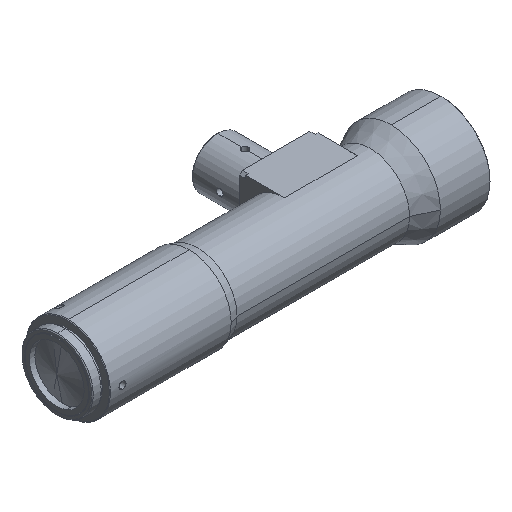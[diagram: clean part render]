
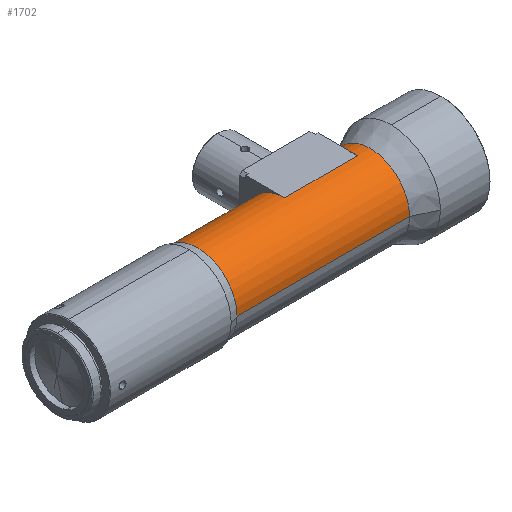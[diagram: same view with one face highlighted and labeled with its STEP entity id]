
A CAD part, isometric view. The second image highlights one B-rep face of the part: STEP entity #1702.
In plain terms, the highlighted cylindrical face has radius 14 mm (diameter 28 mm), a partial arc.
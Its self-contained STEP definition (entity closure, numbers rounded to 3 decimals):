
#81 = EDGE_CURVE ( 'NONE', #2257, #1404, #661, .T. ) ;
#119 = EDGE_CURVE ( 'NONE', #1562, #2257, #587, .T. ) ;
#140 = EDGE_CURVE ( 'NONE', #2287, #2267, #511, .T. ) ;
#456 = CYLINDRICAL_SURFACE ( 'NONE', #2078, 14. ) ;
#461 = FACE_OUTER_BOUND ( 'NONE', #779, .T. ) ;
#493 = VECTOR ( 'NONE', #3407, 1000. ) ;
#511 = CIRCLE ( 'NONE', #1835, 14. ) ;
#587 = LINE ( 'NONE', #3567, #493 ) ;
#661 = CIRCLE ( 'NONE', #1922, 14. ) ;
#779 = EDGE_LOOP ( 'NONE', ( #1449, #1408, #1502, #1511, #1448, #1657, #1588, #1594 ) ) ;
#895 = LINE ( 'NONE', #2405, #899 ) ;
#899 = VECTOR ( 'NONE', #3135, 1000. ) ;
#911 = CIRCLE ( 'NONE', #1990, 14. ) ;
#913 = LINE ( 'NONE', #2502, #915 ) ;
#915 = VECTOR ( 'NONE', #3225, 1000. ) ;
#928 = CIRCLE ( 'NONE', #2029, 14. ) ;
#955 = LINE ( 'NONE', #2432, #957 ) ;
#957 = VECTOR ( 'NONE', #2431, 1000. ) ;
#1404 = VERTEX_POINT ( 'NONE', #4146 ) ;
#1408 = ORIENTED_EDGE ( 'NONE', *, *, #1966, .T. ) ;
#1448 = ORIENTED_EDGE ( 'NONE', *, *, #140, .T. ) ;
#1449 = ORIENTED_EDGE ( 'NONE', *, *, #1964, .T. ) ;
#1502 = ORIENTED_EDGE ( 'NONE', *, *, #1977, .T. ) ;
#1511 = ORIENTED_EDGE ( 'NONE', *, *, #1944, .T. ) ;
#1562 = VERTEX_POINT ( 'NONE', #2615 ) ;
#1563 = VERTEX_POINT ( 'NONE', #2744 ) ;
#1588 = ORIENTED_EDGE ( 'NONE', *, *, #81, .F. ) ;
#1594 = ORIENTED_EDGE ( 'NONE', *, *, #119, .F. ) ;
#1657 = ORIENTED_EDGE ( 'NONE', *, *, #2135, .T. ) ;
#1702 = ADVANCED_FACE ( 'NONE', ( #461 ), #456, .T. ) ;
#1835 = AXIS2_PLACEMENT_3D ( 'NONE', #3733, #3734, #3735 ) ;
#1922 = AXIS2_PLACEMENT_3D ( 'NONE', #3664, #3663, #3678 ) ;
#1944 = EDGE_CURVE ( 'NONE', #2238, #2287, #895, .T. ) ;
#1964 = EDGE_CURVE ( 'NONE', #1562, #1563, #911, .T. ) ;
#1966 = EDGE_CURVE ( 'NONE', #1563, #2232, #913, .T. ) ;
#1977 = EDGE_CURVE ( 'NONE', #2232, #2238, #928, .T. ) ;
#1990 = AXIS2_PLACEMENT_3D ( 'NONE', #2693, #2555, #3299 ) ;
#2029 = AXIS2_PLACEMENT_3D ( 'NONE', #2545, #2705, #2554 ) ;
#2078 = AXIS2_PLACEMENT_3D ( 'NONE', #3221, #3371, #2618 ) ;
#2135 = EDGE_CURVE ( 'NONE', #2267, #1404, #955, .T. ) ;
#2232 = VERTEX_POINT ( 'NONE', #2972 ) ;
#2238 = VERTEX_POINT ( 'NONE', #3010 ) ;
#2257 = VERTEX_POINT ( 'NONE', #3085 ) ;
#2267 = VERTEX_POINT ( 'NONE', #2548 ) ;
#2287 = VERTEX_POINT ( 'NONE', #2638 ) ;
#2405 = CARTESIAN_POINT ( 'NONE',  ( -10.7, 0., 14. ) ) ;
#2431 = DIRECTION ( 'NONE',  ( -1., 0., 0. ) ) ;
#2432 = CARTESIAN_POINT ( 'NONE',  ( 6.8, 14., 0. ) ) ;
#2502 = CARTESIAN_POINT ( 'NONE',  ( 6.8, 14., 0. ) ) ;
#2545 = CARTESIAN_POINT ( 'NONE',  ( 2.3, 0., 0. ) ) ;
#2548 = CARTESIAN_POINT ( 'NONE',  ( -23.7, 14., 0. ) ) ;
#2554 = DIRECTION ( 'NONE',  ( 0., 0., 1. ) ) ;
#2555 = DIRECTION ( 'NONE',  ( -1., 0., 0. ) ) ;
#2615 = CARTESIAN_POINT ( 'NONE',  ( 6.8, -14., 0. ) ) ;
#2618 = DIRECTION ( 'NONE',  ( 0., -1., 0. ) ) ;
#2638 = CARTESIAN_POINT ( 'NONE',  ( -23.7, 0., 14. ) ) ;
#2693 = CARTESIAN_POINT ( 'NONE',  ( 6.8, 0., 0. ) ) ;
#2705 = DIRECTION ( 'NONE',  ( 1., 0., 0. ) ) ;
#2744 = CARTESIAN_POINT ( 'NONE',  ( 6.8, 14., 0. ) ) ;
#2972 = CARTESIAN_POINT ( 'NONE',  ( 2.3, 14., 0. ) ) ;
#3010 = CARTESIAN_POINT ( 'NONE',  ( 2.3, 0., 14. ) ) ;
#3085 = CARTESIAN_POINT ( 'NONE',  ( -54.622, -14., 0. ) ) ;
#3135 = DIRECTION ( 'NONE',  ( -1., 0., 0. ) ) ;
#3221 = CARTESIAN_POINT ( 'NONE',  ( 6.8, 0., 0. ) ) ;
#3225 = DIRECTION ( 'NONE',  ( -1., 0., 0. ) ) ;
#3299 = DIRECTION ( 'NONE',  ( 0., 0., -1. ) ) ;
#3371 = DIRECTION ( 'NONE',  ( -1., 0., 0. ) ) ;
#3407 = DIRECTION ( 'NONE',  ( -1., 0., 0. ) ) ;
#3567 = CARTESIAN_POINT ( 'NONE',  ( 6.8, -14., 0. ) ) ;
#3663 = DIRECTION ( 'NONE',  ( -1., 0., 0. ) ) ;
#3664 = CARTESIAN_POINT ( 'NONE',  ( -54.622, 0., 0. ) ) ;
#3678 = DIRECTION ( 'NONE',  ( 0., 0., 1. ) ) ;
#3733 = CARTESIAN_POINT ( 'NONE',  ( -23.7, 0., 0. ) ) ;
#3734 = DIRECTION ( 'NONE',  ( -1., 0., 0. ) ) ;
#3735 = DIRECTION ( 'NONE',  ( 0., -1., 0. ) ) ;
#4146 = CARTESIAN_POINT ( 'NONE',  ( -54.622, 14., 0. ) ) ;
